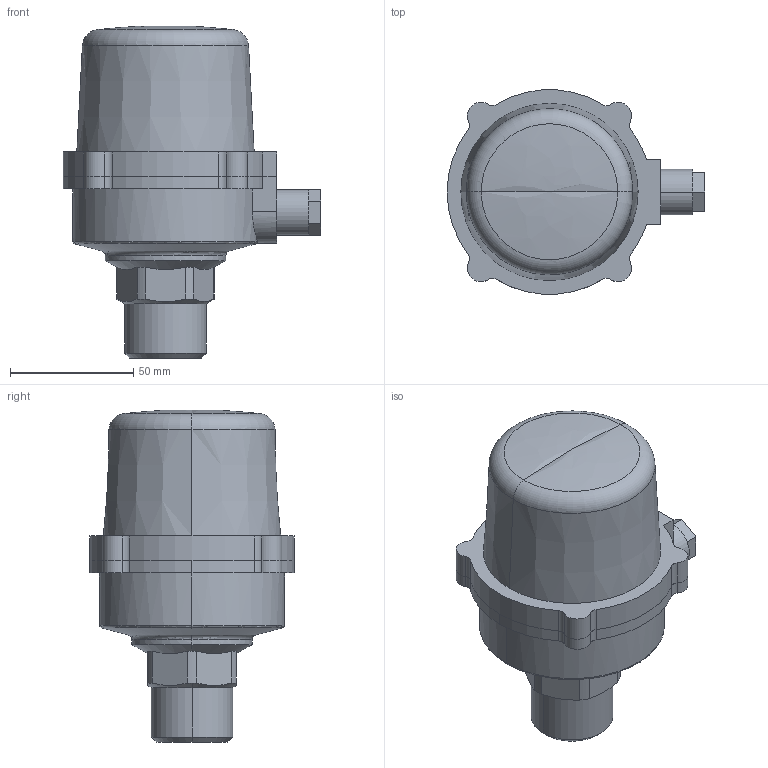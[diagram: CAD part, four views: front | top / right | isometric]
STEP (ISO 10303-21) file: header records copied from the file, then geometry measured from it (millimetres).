
FILE_DESCRIPTION(/* description */ (''),/* implementation_level */ '2;1');
FILE_NAME(/* name */ '626600 (STP).stp',/* time_stamp */ '2017-05-12T08:25:38+02:00',/* author */ ('UFFTEC'),/* organization */ (''),/* preprocessor_version */ 'ST-DEVELOPER v15.2',/* originating_system */ 'Autodesk Inventor 2014',/* authorisation */ '');
FILE_SCHEMA (('AUTOMOTIVE_DESIGN { 1 0 10303 214 3 1 1 }'));
Length unit declared in the file: millimetre
Products named in the file (3): Parte3; Parte5; Assieme1
Bounding box: 104.5 x 82.75 x 134.55 mm (x, y, z)
Volume: 439423.1 mm3; surface area: 48678.9 mm2
Topology: 3 solids, 3 shells, 106 faces, 278 edges, 178 vertices
Faces by surface type: cylinder 50, plane 36, cone 12, torus 6, bspline 2
Entity records: 3560 total; most frequent: CARTESIAN_POINT 923, DIRECTION 553, ORIENTED_EDGE 552, EDGE_CURVE 276, AXIS2_PLACEMENT_3D 220, VERTEX_POINT 178, LINE 113, VECTOR 113
